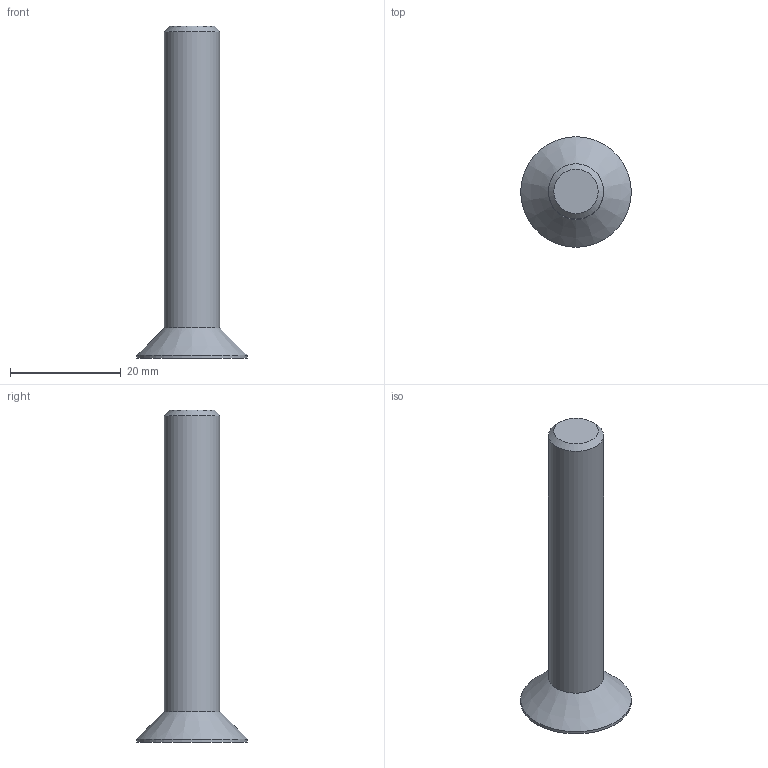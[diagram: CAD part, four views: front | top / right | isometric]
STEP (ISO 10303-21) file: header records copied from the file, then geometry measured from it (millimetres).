
FILE_DESCRIPTION (( 'STEP AP203' ), '1' );
FILE_NAME ('58317-240-60.step', '2019-12-20T08:10:20', ( '' ), ( '' ), 'SwSTEP 2.0', 'SolidWorks 2015', '' );
FILE_SCHEMA (( 'CONFIG_CONTROL_DESIGN' ));
Length unit declared in the file: millimetre
Products named in the file (2): 58317-240-60
Bounding box: 20 x 20 x 60 mm (x, y, z)
Volume: 5231.1 mm3; surface area: 2487.3 mm2
Topology: 1 solids, 21 shells, 293 faces, 716 edges, 476 vertices
Faces by surface type: bspline 120, plane 119, cone 52, cylinder 2
Full cylindrical faces by diameter (mm): 10 x1, 20 x1
Entity records: 15197 total; most frequent: CARTESIAN_POINT 9568, ORIENTED_EDGE 1420, EDGE_CURVE 710, DIRECTION 581, VERTEX_POINT 473, B_SPLINE_CURVE_WITH_KNOTS 451, EDGE_LOOP 307, FACE_OUTER_BOUND 275
